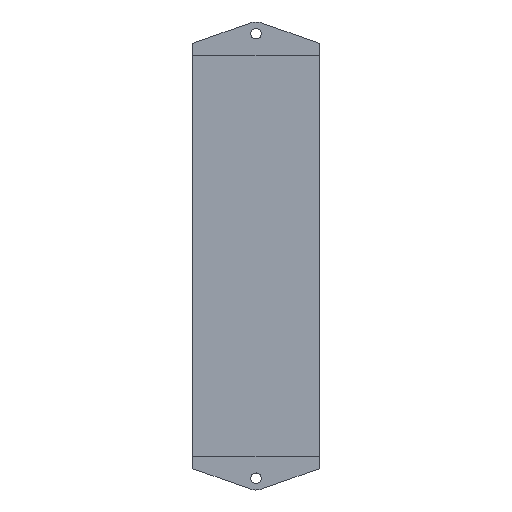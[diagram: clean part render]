
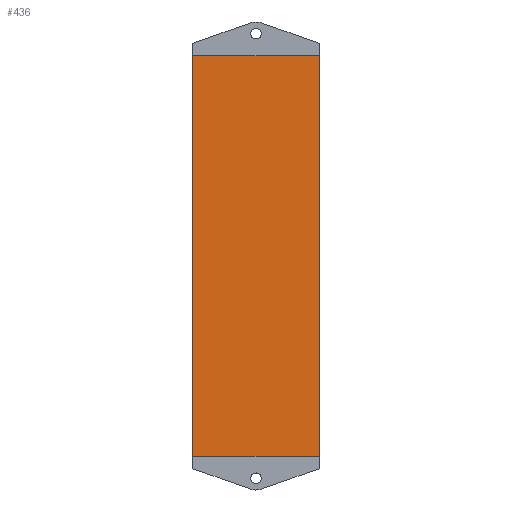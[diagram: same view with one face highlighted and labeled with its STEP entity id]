
A CAD part, top view. The second image highlights one B-rep face of the part: STEP entity #436.
In plain terms, the highlighted planar face has unit normal (0, 0, 1).
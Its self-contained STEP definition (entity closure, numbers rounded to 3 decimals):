
#32=FACE_OUTER_BOUND('',#55,.T.);
#55=EDGE_LOOP('',(#334,#335,#336,#337));
#97=LINE('',#665,#148);
#100=LINE('',#671,#151);
#103=LINE('',#677,#154);
#106=LINE('',#682,#157);
#148=VECTOR('',#533,10.);
#151=VECTOR('',#538,10.);
#154=VECTOR('',#543,10.);
#157=VECTOR('',#548,10.);
#208=VERTEX_POINT('',#662);
#209=VERTEX_POINT('',#664);
#211=VERTEX_POINT('',#670);
#213=VERTEX_POINT('',#676);
#253=EDGE_CURVE('',#209,#208,#97,.T.);
#256=EDGE_CURVE('',#211,#208,#100,.T.);
#259=EDGE_CURVE('',#209,#213,#103,.T.);
#262=EDGE_CURVE('',#211,#213,#106,.T.);
#334=ORIENTED_EDGE('',*,*,#253,.T.);
#335=ORIENTED_EDGE('',*,*,#256,.F.);
#336=ORIENTED_EDGE('',*,*,#262,.T.);
#337=ORIENTED_EDGE('',*,*,#259,.F.);
#416=PLANE('',#465);
#436=ADVANCED_FACE('',(#32),#416,.T.);
#465=AXIS2_PLACEMENT_3D('',#681,#546,#547);
#533=DIRECTION('',(0.,-1.,0.));
#538=DIRECTION('',(-1.,0.,0.));
#543=DIRECTION('',(1.,0.,0.));
#546=DIRECTION('center_axis',(0.,0.,
1.));
#547=DIRECTION('ref_axis',(1.,0.,0.));
#548=DIRECTION('',(0.,1.,0.));
#662=CARTESIAN_POINT('',(37.107,-46.188,16.1));
#664=CARTESIAN_POINT('',(37.107,48.78,16.1));
#665=CARTESIAN_POINT('',(37.107,27.3,16.1));
#670=CARTESIAN_POINT('',(67.107,-46.188,16.1));
#671=CARTESIAN_POINT('',(52.107,-46.188,16.1));
#676=CARTESIAN_POINT('',(67.107,48.78,16.1));
#677=CARTESIAN_POINT('',(52.107,48.78,16.1));
#681=CARTESIAN_POINT('Origin',(52.107,-2.435,16.1));
#682=CARTESIAN_POINT('',(67.107,-32.17,16.1));
